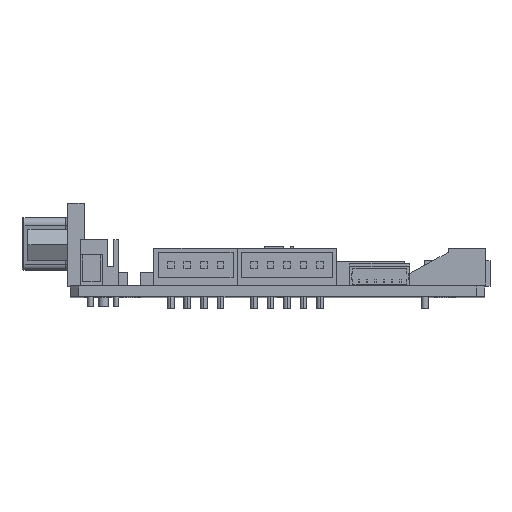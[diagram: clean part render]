
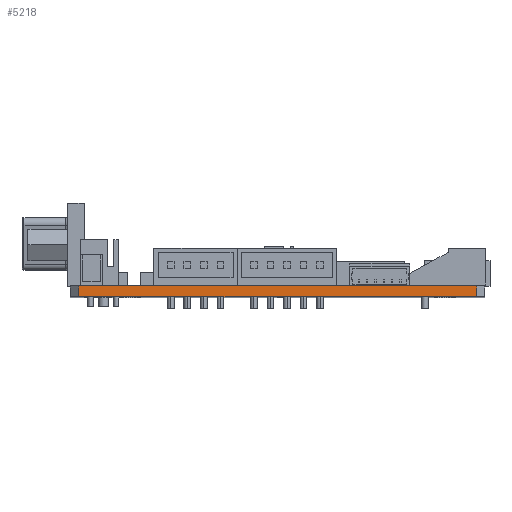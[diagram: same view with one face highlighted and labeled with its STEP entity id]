
A CAD part, top view. The second image highlights one B-rep face of the part: STEP entity #5218.
In plain terms, the highlighted planar face has unit normal (0, 0, 1).
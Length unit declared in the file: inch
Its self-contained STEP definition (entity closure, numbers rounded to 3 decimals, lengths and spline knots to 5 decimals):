
#1319 = EDGE_LOOP ( 'NONE', ( #17153, #8306, #8105, #25581 ) ) ;
#1529 = EDGE_CURVE ( 'NONE', #14453, #2223, #2192, .T. ) ;
#1986 = VERTEX_POINT ( 'NONE', #26076 ) ;
#2192 = LINE ( 'NONE', #10452, #6673 ) ;
#2223 = VERTEX_POINT ( 'NONE', #25467 ) ;
#2398 = DIRECTION ( 'NONE',  ( 0., 0., -1. ) ) ;
#3844 = AXIS2_PLACEMENT_3D ( 'NONE', #26765, #2398, #16021 ) ;
#4071 = DIRECTION ( 'NONE',  ( 1., 0., 0. ) ) ;
#5218 = ADVANCED_FACE ( 'NONE', ( #17910 ), #13400, .F. ) ;
#6673 = VECTOR ( 'NONE', #4071, 39.37008 ) ;
#7179 = DIRECTION ( 'NONE',  ( 0., 1., 0. ) ) ;
#8105 = ORIENTED_EDGE ( 'NONE', *, *, #9799, .F. ) ;
#8306 = ORIENTED_EDGE ( 'NONE', *, *, #8977, .T. ) ;
#8977 = EDGE_CURVE ( 'NONE', #2223, #1986, #13675, .T. ) ;
#9147 = CARTESIAN_POINT ( 'NONE',  ( -1.184, 0.063, 1.8 ) ) ;
#9704 = DIRECTION ( 'NONE',  ( 0., -1., 0. ) ) ;
#9799 = EDGE_CURVE ( 'NONE', #12598, #1986, #27079, .T. ) ;
#9942 = VECTOR ( 'NONE', #22996, 39.37008 ) ;
#10452 = CARTESIAN_POINT ( 'NONE',  ( -1.234, 0., 1.8 ) ) ;
#11498 = CARTESIAN_POINT ( 'NONE',  ( 1.184, 0.063, 1.8 ) ) ;
#12598 = VERTEX_POINT ( 'NONE', #27822 ) ;
#13400 = PLANE ( 'NONE',  #3844 ) ;
#13675 = LINE ( 'NONE', #11498, #22468 ) ;
#14453 = VERTEX_POINT ( 'NONE', #26429 ) ;
#14969 = EDGE_CURVE ( 'NONE', #12598, #14453, #25236, .T. ) ;
#16021 = DIRECTION ( 'NONE',  ( -1., 0., 0. ) ) ;
#17153 = ORIENTED_EDGE ( 'NONE', *, *, #1529, .T. ) ;
#17910 = FACE_OUTER_BOUND ( 'NONE', #1319, .T. ) ;
#21945 = VECTOR ( 'NONE', #9704, 39.37008 ) ;
#22468 = VECTOR ( 'NONE', #7179, 39.37008 ) ;
#22996 = DIRECTION ( 'NONE',  ( 1., 0., 0. ) ) ;
#25236 = LINE ( 'NONE', #9147, #21945 ) ;
#25330 = CARTESIAN_POINT ( 'NONE',  ( -1.234, 0.063, 1.8 ) ) ;
#25467 = CARTESIAN_POINT ( 'NONE',  ( 1.184, 0., 1.8 ) ) ;
#25581 = ORIENTED_EDGE ( 'NONE', *, *, #14969, .T. ) ;
#26076 = CARTESIAN_POINT ( 'NONE',  ( 1.184, 0.063, 1.8 ) ) ;
#26429 = CARTESIAN_POINT ( 'NONE',  ( -1.184, 0., 1.8 ) ) ;
#26765 = CARTESIAN_POINT ( 'NONE',  ( -1.234, 0.063, 1.8 ) ) ;
#27079 = LINE ( 'NONE', #25330, #9942 ) ;
#27822 = CARTESIAN_POINT ( 'NONE',  ( -1.184, 0.063, 1.8 ) ) ;
